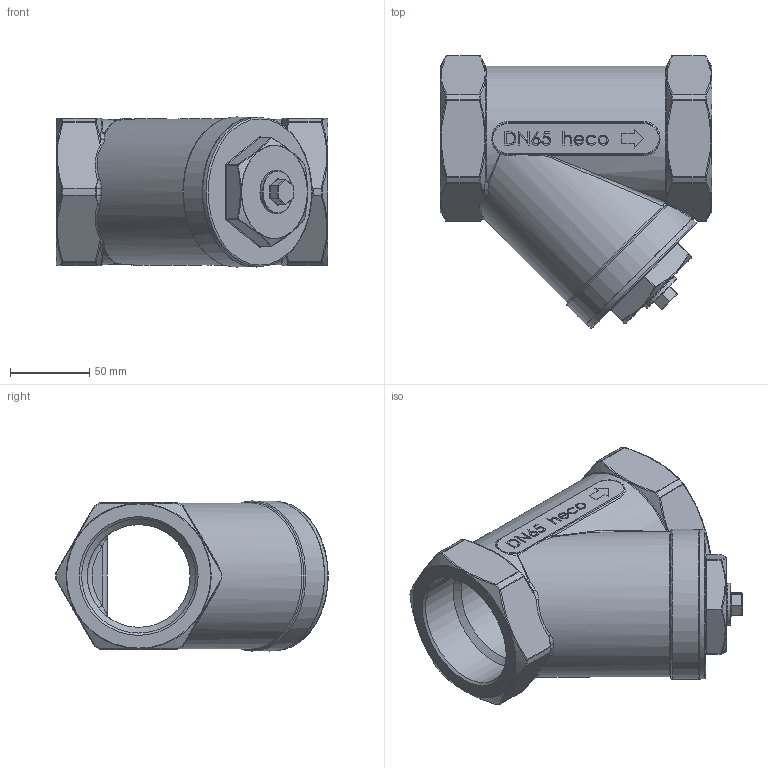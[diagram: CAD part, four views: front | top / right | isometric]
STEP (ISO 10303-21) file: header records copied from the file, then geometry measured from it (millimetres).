
FILE_DESCRIPTION (( 'STEP AP214' ), '1' );
FILE_NAME ('SF-212-000-4 Schmutzfänger heco.STEP', '2016-03-29T12:40:50', ( '' ), ( '' ), 'SwSTEP 2.0', 'SolidWorks 2011', '' );
FILE_SCHEMA (( 'AUTOMOTIVE_DESIGN' ));
Length unit declared in the file: millimetre
Products named in the file (1): SF-212-000-4 Schmutzfänger heco
Bounding box: 172 x 172.47 x 94.95 mm (x, y, z)
Volume: 1084852.2 mm3; surface area: 116593.8 mm2
Topology: 1 solids, 1 shells, 677 faces, 1623 edges, 977 vertices
Faces by surface type: bspline 257, plane 186, cylinder 92, torus 64, sphere 60, cone 18
Full cylindrical faces by diameter (mm): 26 x1, 27 x1, 65 x1, 72.22 x2, 94.5 x1
Entity records: 39605 total; most frequent: CARTESIAN_POINT 18288, ORIENTED_EDGE 3176, DIRECTION 2334, EDGE_CURVE 1588, VERTEX_POINT 969, AXIS2_PLACEMENT_3D 854, EDGE_LOOP 735, FACE_OUTER_BOUND 689
